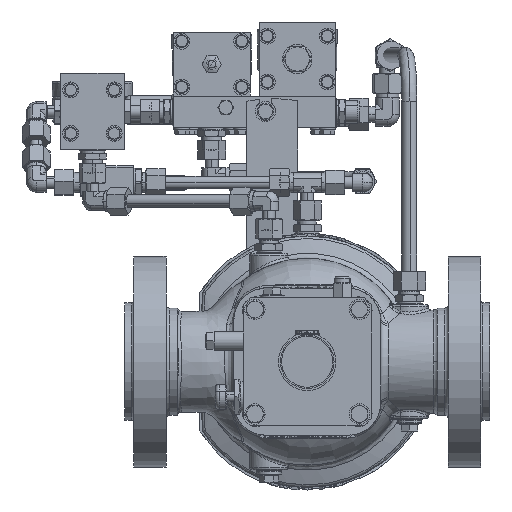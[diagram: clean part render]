
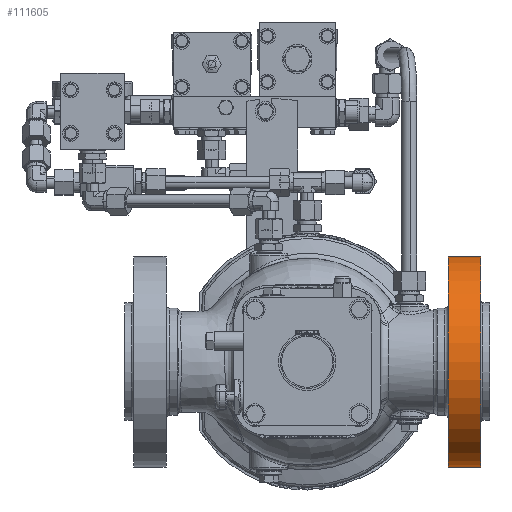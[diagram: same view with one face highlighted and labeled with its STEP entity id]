
A CAD part, front view. The second image highlights one B-rep face of the part: STEP entity #111605.
In plain terms, the highlighted cylindrical face has radius 82.5 mm (diameter 165 mm), a partial arc.
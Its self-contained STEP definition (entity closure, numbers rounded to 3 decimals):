
#2780 = VERTEX_POINT ( 'NONE', #128547 ) ;
#3773 = DIRECTION ( 'NONE',  ( -1., 0., 0. ) ) ;
#15622 = DIRECTION ( 'NONE',  ( 0., 0., 1. ) ) ;
#22023 = LINE ( 'NONE', #117913, #127632 ) ;
#22088 = EDGE_CURVE ( 'NONE', #91767, #2780, #22023, .T. ) ;
#22091 = DIRECTION ( 'NONE',  ( -1., 0., 0. ) ) ;
#34407 = CARTESIAN_POINT ( 'NONE',  ( -152.199, -10., 0. ) ) ;
#34814 = EDGE_CURVE ( 'Defeature ausgef�hrt1_719+Defeature ausgef�hrt1_720+Defeature ausgef�hrt1_720+Defeature ausgef�hrt1_720', #2780, #61100, #144414, .T. ) ;
#42345 = CARTESIAN_POINT ( 'NONE',  ( 110.6, -10., 0. ) ) ;
#52359 = CARTESIAN_POINT ( 'NONE',  ( 110.6, -10., 82.5 ) ) ;
#60104 = AXIS2_PLACEMENT_3D ( 'NONE', #42345, #22091, #218349 ) ;
#61100 = VERTEX_POINT ( 'NONE', #52359 ) ;
#64422 = FACE_OUTER_BOUND ( 'NONE', #164930, .T. ) ;
#67194 = ORIENTED_EDGE ( 'NONE', *, *, #34814, .F. ) ;
#74675 = DIRECTION ( 'NONE',  ( -1., 0., 0. ) ) ;
#78001 = VERTEX_POINT ( 'NONE', #164392 ) ;
#78755 = EDGE_CURVE ( 'Defeature ausgef�hrt1_720+Defeature ausgef�hrt1_721+Defeature ausgef�hrt1_721+Defeature ausgef�hrt1_721', #91767, #78001, #92463, .T. ) ;
#80855 = CARTESIAN_POINT ( 'NONE',  ( 136., -10., -82.5 ) ) ;
#89126 = LINE ( 'NONE', #109497, #205615 ) ;
#91767 = VERTEX_POINT ( 'NONE', #80855 ) ;
#92463 = CIRCLE ( 'NONE', #134306, 82.5 ) ;
#106121 = CYLINDRICAL_SURFACE ( 'NONE', #219950, 82.5 ) ;
#108893 = CARTESIAN_POINT ( 'NONE',  ( 136., -10., 0. ) ) ;
#109497 = CARTESIAN_POINT ( 'NONE',  ( -152.199, -10., 82.5 ) ) ;
#111605 = ADVANCED_FACE ( 'Defeature ausgef�hrt1_720', ( #64422 ), #106121, .T. ) ;
#117913 = CARTESIAN_POINT ( 'NONE',  ( -152.199, -10., -82.5 ) ) ;
#127632 = VECTOR ( 'NONE', #189857, 1000. ) ;
#128547 = CARTESIAN_POINT ( 'NONE',  ( 110.6, -10., -82.5 ) ) ;
#134306 = AXIS2_PLACEMENT_3D ( 'NONE', #108893, #74675, #162373 ) ;
#135944 = ORIENTED_EDGE ( 'NONE', *, *, #78755, .T. ) ;
#144414 = CIRCLE ( 'NONE', #60104, 82.5 ) ;
#156157 = DIRECTION ( 'NONE',  ( -1., 0., 0. ) ) ;
#162373 = DIRECTION ( 'NONE',  ( 0., 0., 1. ) ) ;
#164392 = CARTESIAN_POINT ( 'NONE',  ( 136., -10., 82.5 ) ) ;
#164930 = EDGE_LOOP ( 'NONE', ( #222854, #135944, #223660, #67194 ) ) ;
#183907 = EDGE_CURVE ( 'NONE', #78001, #61100, #89126, .T. ) ;
#189857 = DIRECTION ( 'NONE',  ( -1., 0., 0. ) ) ;
#205615 = VECTOR ( 'NONE', #3773, 1000. ) ;
#218349 = DIRECTION ( 'NONE',  ( 0., 0., 1. ) ) ;
#219950 = AXIS2_PLACEMENT_3D ( 'NONE', #34407, #156157, #15622 ) ;
#222854 = ORIENTED_EDGE ( 'NONE', *, *, #22088, .F. ) ;
#223660 = ORIENTED_EDGE ( 'NONE', *, *, #183907, .T. ) ;
